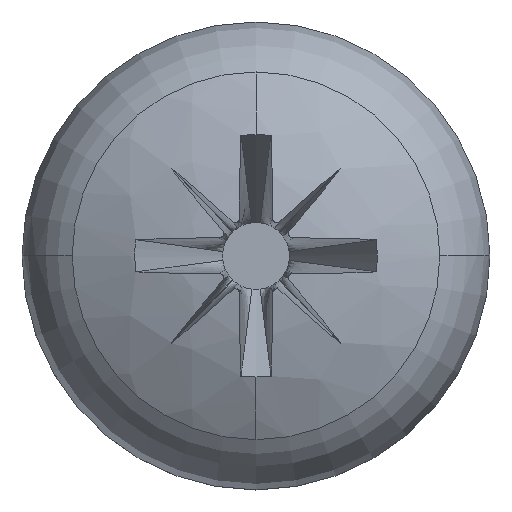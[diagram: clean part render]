
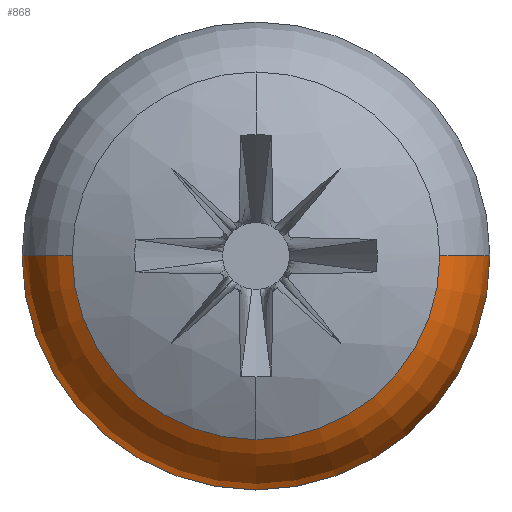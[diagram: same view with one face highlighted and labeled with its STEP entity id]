
A CAD part, top view. The second image highlights one B-rep face of the part: STEP entity #868.
In plain terms, the highlighted toroidal (fillet/blend) face has major radius 1.6 mm and minor radius 1.2 mm.
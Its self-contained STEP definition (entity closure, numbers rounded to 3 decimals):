
#96 = EDGE_CURVE ( 'NONE', #1492, #1902, #1860, .T. ) ;
#120 = VERTEX_POINT ( 'NONE', #2249 ) ;
#140 = EDGE_CURVE ( 'NONE', #524, #120, #2106, .T. ) ;
#247 = ORIENTED_EDGE ( 'NONE', *, *, #2449, .F. ) ;
#295 = CIRCLE ( 'NONE', #1171, 2.2 ) ;
#345 = EDGE_CURVE ( 'NONE', #1272, #1492, #295, .T. ) ;
#384 = ORIENTED_EDGE ( 'NONE', *, *, #140, .T. ) ;
#412 = DIRECTION ( 'NONE',  ( 0., 0., 1. ) ) ;
#483 = CARTESIAN_POINT ( 'NONE',  ( 0., -2.2, -0.589 ) ) ;
#502 = CARTESIAN_POINT ( 'NONE',  ( 0., 0., -1.629 ) ) ;
#524 = VERTEX_POINT ( 'NONE', #1586 ) ;
#586 = DIRECTION ( 'NONE',  ( 1., 0., 0. ) ) ;
#682 = EDGE_CURVE ( 'NONE', #120, #1902, #972, .T. ) ;
#771 = CARTESIAN_POINT ( 'NONE',  ( 0., 0., -1.629 ) ) ;
#802 = CARTESIAN_POINT ( 'NONE',  ( -2.2, 0., -0.589 ) ) ;
#857 = CARTESIAN_POINT ( 'NONE',  ( 2.2, 0., -0.589 ) ) ;
#868 = ADVANCED_FACE ( 'NONE', ( #2824 ), #2210, .T. ) ;
#919 = DIRECTION ( 'NONE',  ( 0., 1., 0. ) ) ;
#927 = AXIS2_PLACEMENT_3D ( 'NONE', #1817, #412, #586 ) ;
#972 = CIRCLE ( 'NONE', #2701, 1.2 ) ;
#1171 = AXIS2_PLACEMENT_3D ( 'NONE', #1459, #1931, #2077 ) ;
#1203 = DIRECTION ( 'NONE',  ( 0., 0., 1. ) ) ;
#1255 = DIRECTION ( 'NONE',  ( 0., -1., 0. ) ) ;
#1272 = VERTEX_POINT ( 'NONE', #802 ) ;
#1438 = DIRECTION ( 'NONE',  ( 1., 0., 0. ) ) ;
#1451 = DIRECTION ( 'NONE',  ( 0., 0., 1. ) ) ;
#1459 = CARTESIAN_POINT ( 'NONE',  ( 0., 0., -0.589 ) ) ;
#1492 = VERTEX_POINT ( 'NONE', #483 ) ;
#1586 = CARTESIAN_POINT ( 'NONE',  ( -2.8, 0., -1.629 ) ) ;
#1817 = CARTESIAN_POINT ( 'NONE',  ( 0., 0., -0.589 ) ) ;
#1858 = DIRECTION ( 'NONE',  ( -1., 0., 0. ) ) ;
#1860 = CIRCLE ( 'NONE', #927, 2.2 ) ;
#1864 = AXIS2_PLACEMENT_3D ( 'NONE', #502, #1203, #1438 ) ;
#1902 = VERTEX_POINT ( 'NONE', #857 ) ;
#1931 = DIRECTION ( 'NONE',  ( 0., 0., 1. ) ) ;
#2031 = ORIENTED_EDGE ( 'NONE', *, *, #96, .F. ) ;
#2077 = DIRECTION ( 'NONE',  ( 1., 0., 0. ) ) ;
#2106 = CIRCLE ( 'NONE', #2398, 2.8 ) ;
#2186 = ORIENTED_EDGE ( 'NONE', *, *, #682, .T. ) ;
#2210 = TOROIDAL_SURFACE ( 'NONE', #1864, 1.6, 1.2 ) ;
#2246 = DIRECTION ( 'NONE',  ( 0., 0., -1. ) ) ;
#2249 = CARTESIAN_POINT ( 'NONE',  ( 2.8, 0., -1.629 ) ) ;
#2356 = AXIS2_PLACEMENT_3D ( 'NONE', #3033, #919, #1858 ) ;
#2398 = AXIS2_PLACEMENT_3D ( 'NONE', #771, #1451, #2664 ) ;
#2437 = EDGE_LOOP ( 'NONE', ( #247, #384, #2186, #2031, #2527 ) ) ;
#2449 = EDGE_CURVE ( 'NONE', #524, #1272, #2648, .T. ) ;
#2527 = ORIENTED_EDGE ( 'NONE', *, *, #345, .F. ) ;
#2648 = CIRCLE ( 'NONE', #2356, 1.2 ) ;
#2664 = DIRECTION ( 'NONE',  ( 1., 0., 0. ) ) ;
#2686 = CARTESIAN_POINT ( 'NONE',  ( 1.6, 0., -1.629 ) ) ;
#2701 = AXIS2_PLACEMENT_3D ( 'NONE', #2686, #1255, #2246 ) ;
#2824 = FACE_OUTER_BOUND ( 'NONE', #2437, .T. ) ;
#3033 = CARTESIAN_POINT ( 'NONE',  ( -1.6, 0., -1.629 ) ) ;
